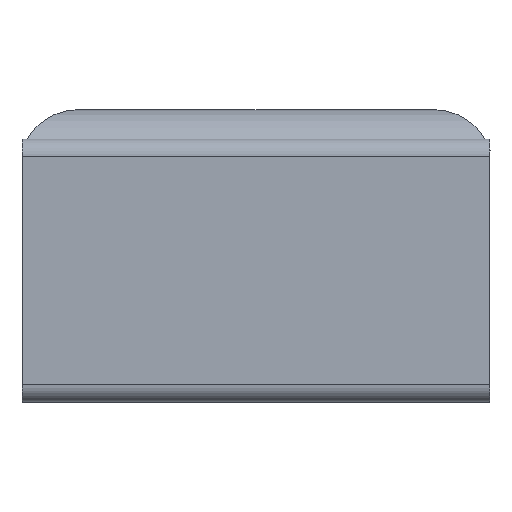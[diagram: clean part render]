
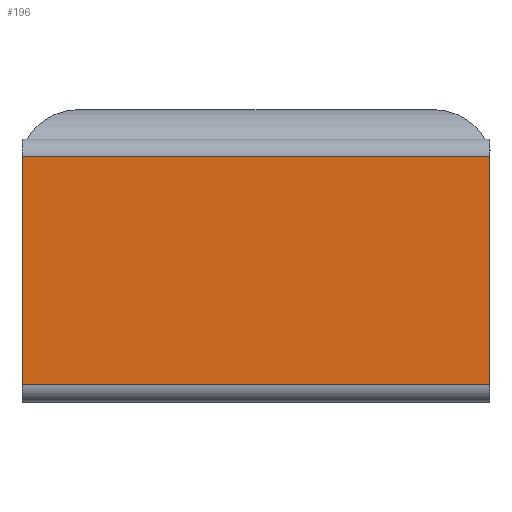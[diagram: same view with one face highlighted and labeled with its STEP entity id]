
A CAD part, left-side view. The second image highlights one B-rep face of the part: STEP entity #196.
In plain terms, the highlighted planar face has unit normal (-1, 0, 0).
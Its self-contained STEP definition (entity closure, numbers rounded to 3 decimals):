
#196 = ADVANCED_FACE( '', ( #354 ), #355, .F. );
#354 = FACE_OUTER_BOUND( '', #500, .T. );
#355 = PLANE( '', #501 );
#500 = EDGE_LOOP( '', ( #770, #771, #772, #773 ) );
#501 = AXIS2_PLACEMENT_3D( '', #774, #775, #776 );
#770 = ORIENTED_EDGE( '', *, *, #1061, .T. );
#771 = ORIENTED_EDGE( '', *, *, #976, .T. );
#772 = ORIENTED_EDGE( '', *, *, #1062, .F. );
#773 = ORIENTED_EDGE( '', *, *, #973, .T. );
#774 = CARTESIAN_POINT( '', ( -0.8, -0.4, 0.45 ) );
#775 = DIRECTION( '', ( 1., 0., 0. ) );
#776 = DIRECTION( '', ( 0., 0., -1. ) );
#973 = EDGE_CURVE( '', #1135, #1139, #1141, .T. );
#976 = EDGE_CURVE( '', #1146, #1143, #1147, .F. );
#1061 = EDGE_CURVE( '', #1139, #1146, #1279, .T. );
#1062 = EDGE_CURVE( '', #1135, #1143, #1280, .T. );
#1135 = VERTEX_POINT( '', #1369 );
#1139 = VERTEX_POINT( '', #1374 );
#1141 = LINE( '', #1376, #1377 );
#1143 = VERTEX_POINT( '', #1379 );
#1146 = VERTEX_POINT( '', #1382 );
#1147 = LINE( '', #1383, #1384 );
#1279 = LINE( '', #1565, #1566 );
#1280 = LINE( '', #1567, #1568 );
#1369 = CARTESIAN_POINT( '', ( -0.8, -0.4, 0.42 ) );
#1374 = CARTESIAN_POINT( '', ( -0.8, 0.4, 0.42 ) );
#1376 = CARTESIAN_POINT( '', ( -0.8, -0.4, 0.42 ) );
#1377 = VECTOR( '', #1657, 1000. );
#1379 = CARTESIAN_POINT( '', ( -0.8, -0.4, 0.03 ) );
#1382 = CARTESIAN_POINT( '', ( -0.8, 0.4, 0.03 ) );
#1383 = CARTESIAN_POINT( '', ( -0.8, -0.4, 0.03 ) );
#1384 = VECTOR( '', #1661, 1000. );
#1565 = CARTESIAN_POINT( '', ( -0.8, 0.4, 0.45 ) );
#1566 = VECTOR( '', #1756, 1000. );
#1567 = CARTESIAN_POINT( '', ( -0.8, -0.4, 0.45 ) );
#1568 = VECTOR( '', #1757, 1000. );
#1657 = DIRECTION( '', ( 0., 1., 0. ) );
#1661 = DIRECTION( '', ( 0., 1., 0. ) );
#1756 = DIRECTION( '', ( 0., 0., -1. ) );
#1757 = DIRECTION( '', ( 0., 0., -1. ) );
